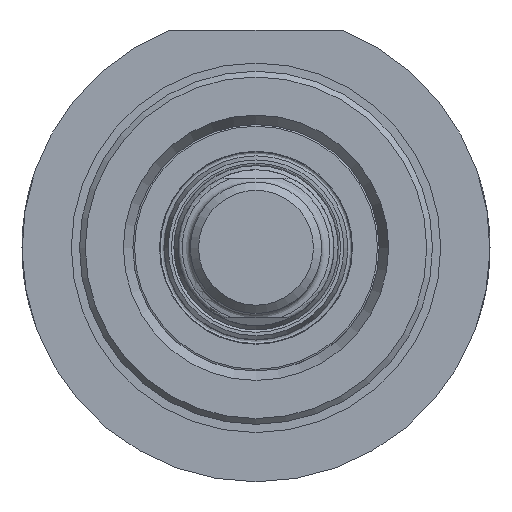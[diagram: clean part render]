
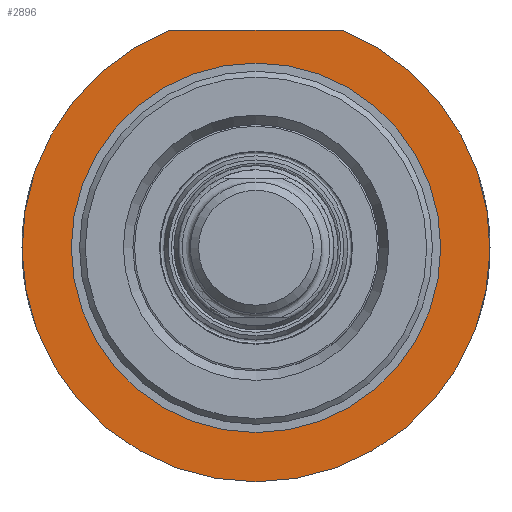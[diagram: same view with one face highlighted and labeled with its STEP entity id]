
A CAD part, front view. The second image highlights one B-rep face of the part: STEP entity #2896.
In plain terms, the highlighted planar face has unit normal (0, -1, 0).
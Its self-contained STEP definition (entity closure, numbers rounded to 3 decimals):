
#2861=CARTESIAN_POINT('',(0.,-83.25,2.273));
#2862=DIRECTION('',(0.0,-1.0,0.0));
#2863=DIRECTION('',(0.0,0.0,-1.0));
#2864=AXIS2_PLACEMENT_3D('',#2861,#2862,#2863);
#2865=PLANE('',#2864);
#2866=CARTESIAN_POINT('',(-10.488,-83.25,26.5));
#2867=VERTEX_POINT('',#2866);
#2868=CARTESIAN_POINT('',(10.488,-83.25,26.5));
#2869=VERTEX_POINT('',#2868);
#2870=CARTESIAN_POINT('',(-10.488,-83.25,26.5));
#2871=DIRECTION('',(1.0,0.0,0.0));
#2872=VECTOR('',#2871,20.976);
#2873=LINE('',#2870,#2872);
#2874=EDGE_CURVE('',#2867,#2869,#2873,.T.);
#2875=ORIENTED_EDGE('',*,*,#2874,.F.);
#2876=CARTESIAN_POINT('',(0.0,-83.25,0.0));
#2877=DIRECTION('',(0.0,1.0,0.0));
#2878=DIRECTION('',(-0.368,0.0,0.93));
#2879=AXIS2_PLACEMENT_3D('',#2876,#2877,#2878);
#2880=CIRCLE('',#2879,28.5);
#2881=EDGE_CURVE('',#2869,#2867,#2880,.T.);
#2882=ORIENTED_EDGE('',*,*,#2881,.F.);
#2883=EDGE_LOOP('',(#2875,#2882));
#2884=FACE_OUTER_BOUND('',#2883,.T.);
#2885=CARTESIAN_POINT('',(0.0,-83.25,22.5));
#2886=VERTEX_POINT('',#2885);
#2887=CARTESIAN_POINT('',(0.0,-83.25,0.0));
#2888=DIRECTION('',(0.0,1.0,0.0));
#2889=DIRECTION('',(0.0,0.0,1.0));
#2890=AXIS2_PLACEMENT_3D('',#2887,#2888,#2889);
#2891=CIRCLE('',#2890,22.5);
#2892=EDGE_CURVE('',#2886,#2886,#2891,.T.);
#2893=ORIENTED_EDGE('',*,*,#2892,.T.);
#2894=EDGE_LOOP('',(#2893));
#2895=FACE_BOUND('',#2894,.T.);
#2896=ADVANCED_FACE('',(#2884,#2895),#2865,.T.);
